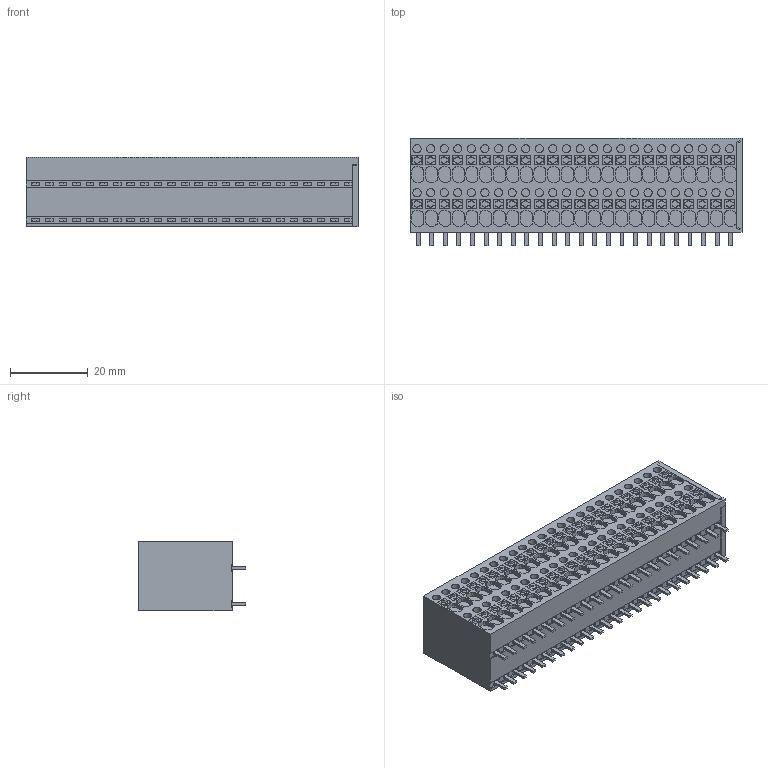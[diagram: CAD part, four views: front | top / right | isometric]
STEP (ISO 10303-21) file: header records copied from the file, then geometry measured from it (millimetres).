
FILE_DESCRIPTION(('CATIA V5R24 STEP','CAx-IF Rec.Pracs.--- Model Styling and Organization---1.2---2011-12-15'),'2;1');
FILE_NAME ('D1461304_0_2001160000_2001160000.stp','2017-04-11T08:55:23+00:00',('none'),('Weidmueller'),'CATIA Version 5-6 Release 2014 SP4 HF52','CATIA V5 STEP AP214','none');
FILE_SCHEMA(('AUTOMOTIVE_DESIGN { 1 0 10303 214 1 1 1 1 }'));
Products named in the file (1): 2001160000_S
Bounding box: 85.5 x 27.7 x 18 mm (x, y, z)
Volume: 36028.1 mm3; surface area: 13353.5 mm2
Topology: 97 solids, 97 shells, 2264 faces, 5692 edges, 3806 vertices
Faces by surface type: plane 1688, cylinder 384, cone 192
Entity records: 67959 total; most frequent: CARTESIAN_POINT 15988, ORIENTED_EDGE 11384, DIRECTION 8345, EDGE_CURVE 5692, VECTOR 4348, LINE 4348, VERTEX_POINT 3806, EDGE_LOOP 2452
